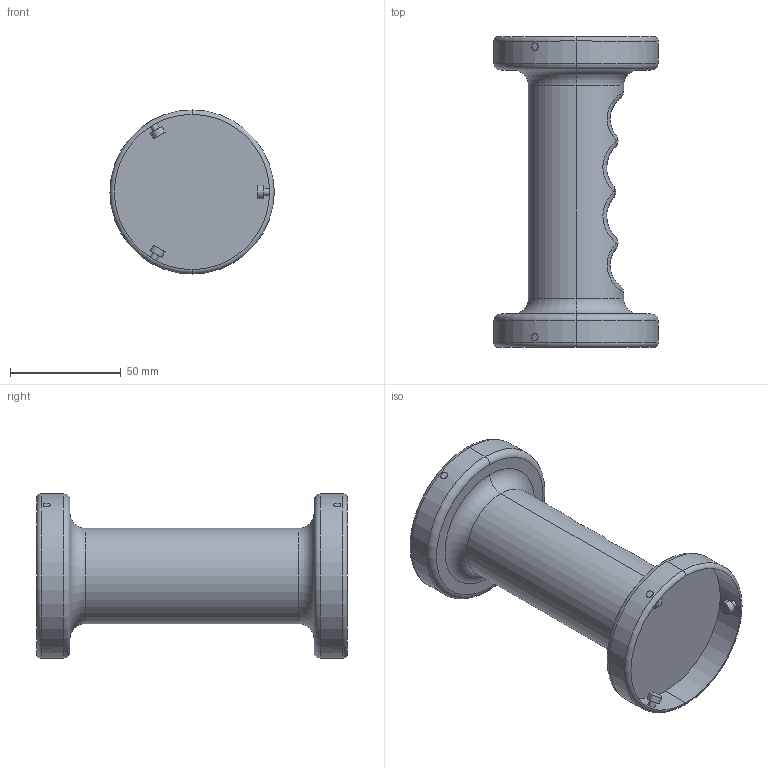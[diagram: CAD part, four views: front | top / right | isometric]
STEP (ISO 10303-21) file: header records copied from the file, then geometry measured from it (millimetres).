
FILE_DESCRIPTION (( 'STEP AP203' ), '1' );
FILE_NAME ('handle.STEP', '2024-09-26T12:04:45', ( '' ), ( '' ), 'SwSTEP 2.0', 'SolidWorks 2020', '' );
FILE_SCHEMA (( 'CONFIG_CONTROL_DESIGN' ));
Length unit declared in the file: millimetre
Products named in the file (1): handle
Bounding box: 74 x 140 x 74 mm (x, y, z)
Volume: 182087.8 mm3; surface area: 40778.1 mm2
Topology: 1 solids, 1 shells, 111 faces, 216 edges, 128 vertices
Faces by surface type: cylinder 63, plane 22, torus 12, sphere 8, bspline 6
Entity records: 5017 total; most frequent: CARTESIAN_POINT 2698, DIRECTION 494, ORIENTED_EDGE 432, AXIS2_PLACEMENT_3D 222, EDGE_CURVE 216, EDGE_LOOP 132, VERTEX_POINT 128, CIRCLE 116
